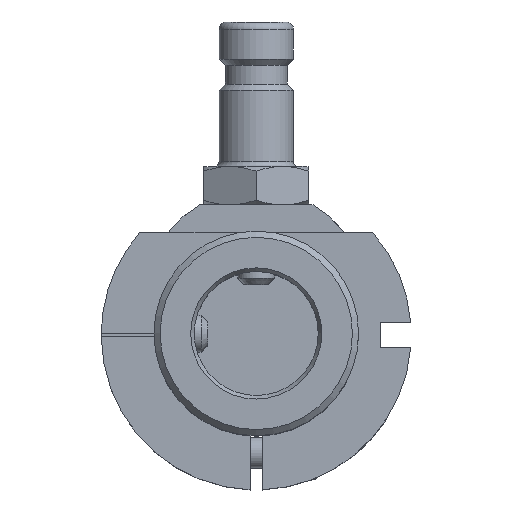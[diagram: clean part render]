
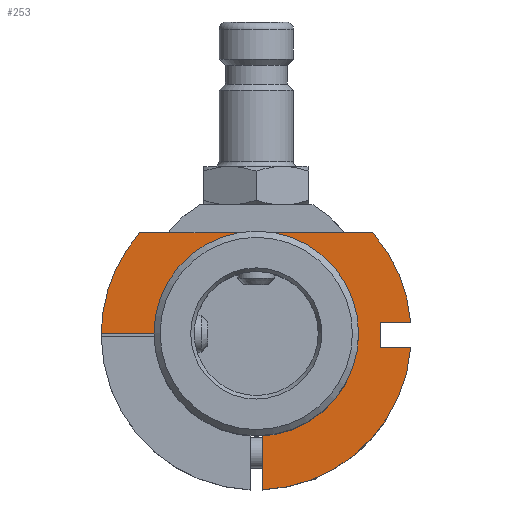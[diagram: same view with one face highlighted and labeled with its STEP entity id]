
A CAD part, top view. The second image highlights one B-rep face of the part: STEP entity #253.
In plain terms, the highlighted planar face has unit normal (0, 0, 1).
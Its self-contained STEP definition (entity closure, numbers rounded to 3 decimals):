
#165=FACE_OUTER_BOUND('',#591,.T.);
#253=ADVANCED_FACE('',(#165),#306,.T.);
#306=PLANE('',#1543);
#383=CIRCLE('',#1528,25.);
#391=CIRCLE('',#1539,25.);
#392=CIRCLE('',#1541,14.25);
#393=CIRCLE('',#1542,25.);
#591=EDGE_LOOP('',(#831,#832,#833,#834,#835,#836,#837,#838,#839,#840));
#831=ORIENTED_EDGE('',*,*,#1212,.T.);
#832=ORIENTED_EDGE('',*,*,#1213,.F.);
#833=ORIENTED_EDGE('',*,*,#1214,.F.);
#834=ORIENTED_EDGE('',*,*,#1215,.F.);
#835=ORIENTED_EDGE('',*,*,#1216,.T.);
#836=ORIENTED_EDGE('',*,*,#1217,.F.);
#837=ORIENTED_EDGE('',*,*,#1218,.F.);
#838=ORIENTED_EDGE('',*,*,#1210,.F.);
#839=ORIENTED_EDGE('',*,*,#1219,.T.);
#840=ORIENTED_EDGE('',*,*,#1193,.F.);
#1047=VERTEX_POINT('',#2467);
#1048=VERTEX_POINT('',#2469);
#1062=VERTEX_POINT('',#2502);
#1063=VERTEX_POINT('',#2504);
#1064=VERTEX_POINT('',#2508);
#1065=VERTEX_POINT('',#2510);
#1066=VERTEX_POINT('',#2512);
#1067=VERTEX_POINT('',#2514);
#1068=VERTEX_POINT('',#2516);
#1069=VERTEX_POINT('',#2518);
#1193=EDGE_CURVE('',#1047,#1048,#383,.T.);
#1210=EDGE_CURVE('',#1062,#1063,#391,.T.);
#1212=EDGE_CURVE('',#1047,#1064,#1296,.T.);
#1213=EDGE_CURVE('',#1065,#1064,#392,.T.);
#1214=EDGE_CURVE('',#1066,#1065,#1297,.T.);
#1215=EDGE_CURVE('',#1067,#1066,#393,.T.);
#1216=EDGE_CURVE('',#1067,#1068,#1298,.T.);
#1217=EDGE_CURVE('',#1069,#1068,#1299,.T.);
#1218=EDGE_CURVE('',#1063,#1069,#1300,.T.);
#1219=EDGE_CURVE('',#1062,#1048,#1301,.T.);
#1296=LINE('',#2507,#1367);
#1297=LINE('',#2511,#1368);
#1298=LINE('',#2515,#1369);
#1299=LINE('',#2517,#1370);
#1300=LINE('',#2519,#1371);
#1301=LINE('',#2520,#1372);
#1367=VECTOR('',#1864,1.);
#1368=VECTOR('',#1867,1.);
#1369=VECTOR('',#1870,1.);
#1370=VECTOR('',#1871,1.);
#1371=VECTOR('',#1872,1.);
#1372=VECTOR('',#1873,1.);
#1528=AXIS2_PLACEMENT_3D('',#2468,#1828,#1829);
#1539=AXIS2_PLACEMENT_3D('',#2503,#1859,#1860);
#1541=AXIS2_PLACEMENT_3D('',#2509,#1865,#1866);
#1542=AXIS2_PLACEMENT_3D('',#2513,#1868,#1869);
#1543=AXIS2_PLACEMENT_3D('',#2521,#1874,#1875);
#1828=DIRECTION('',(0.,0.,-1.));
#1829=DIRECTION('',(0.,1.,0.));
#1859=DIRECTION('',(0.,0.,-1.));
#1860=DIRECTION('',(0.,1.,0.));
#1864=DIRECTION('',(1.,0.,0.));
#1865=DIRECTION('',(0.,0.,1.));
#1866=DIRECTION('',(0.,-1.,0.));
#1867=DIRECTION('',(0.,1.,0.));
#1868=DIRECTION('',(0.,0.,-1.));
#1869=DIRECTION('',(0.,1.,0.));
#1870=DIRECTION('',(-1.,0.,0.));
#1871=DIRECTION('',(0.,-1.,0.));
#1872=DIRECTION('',(-1.,0.,0.));
#1873=DIRECTION('',(-1.,0.,0.));
#1874=DIRECTION('',(0.,0.,1.));
#1875=DIRECTION('',(0.,-1.,0.));
#2467=CARTESIAN_POINT('',(-24.999,0.25,0.));
#2468=CARTESIAN_POINT('',(0.,0.,0.));
#2469=CARTESIAN_POINT('',(-18.782,16.5,0.));
#2502=CARTESIAN_POINT('',(18.782,16.5,0.));
#2503=CARTESIAN_POINT('',(0.,0.,0.));
#2504=CARTESIAN_POINT('',(24.919,2.01,0.));
#2507=CARTESIAN_POINT('',(-25.,0.25,0.));
#2508=CARTESIAN_POINT('',(-14.248,0.25,0.));
#2509=CARTESIAN_POINT('',(0.,0.,0.));
#2510=CARTESIAN_POINT('',(1.,-14.215,0.));
#2511=CARTESIAN_POINT('',(1.,-39.5,0.));
#2512=CARTESIAN_POINT('',(1.,-24.98,0.));
#2513=CARTESIAN_POINT('',(0.,0.,0.));
#2514=CARTESIAN_POINT('',(24.919,-2.01,0.));
#2515=CARTESIAN_POINT('',(40.,-2.01,0.));
#2516=CARTESIAN_POINT('',(20.,-2.01,0.));
#2517=CARTESIAN_POINT('',(20.,2.01,0.));
#2518=CARTESIAN_POINT('',(20.,2.01,0.));
#2519=CARTESIAN_POINT('',(40.,2.01,0.));
#2520=CARTESIAN_POINT('',(0.,16.5,0.));
#2521=CARTESIAN_POINT('',(0.,0.,0.));
